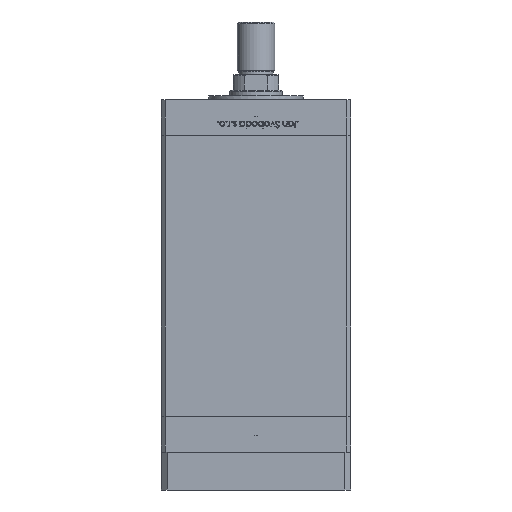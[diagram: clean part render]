
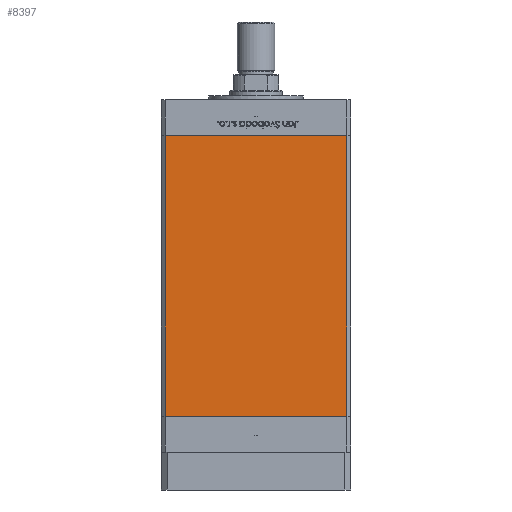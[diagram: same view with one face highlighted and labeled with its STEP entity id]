
A CAD part, front view. The second image highlights one B-rep face of the part: STEP entity #8397.
In plain terms, the highlighted planar face has unit normal (0, -1, 0).
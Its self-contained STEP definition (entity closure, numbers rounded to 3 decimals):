
#2748 = CARTESIAN_POINT ( 'NONE',  ( -48., -43.5, 0. ) ) ;
#3533 = DIRECTION ( 'NONE',  ( 1., 0., 0. ) ) ;
#5081 = EDGE_CURVE ( 'NONE', #44930, #31085, #7628, .T. ) ;
#6158 = DIRECTION ( 'NONE',  ( 0., 1., 0. ) ) ;
#7628 = LINE ( 'NONE', #24324, #39409 ) ;
#8397 = ADVANCED_FACE ( 'NONE', ( #34927 ), #18731, .F. ) ;
#9599 = VECTOR ( 'NONE', #43256, 1000. ) ;
#9767 = LINE ( 'NONE', #22083, #14808 ) ;
#10803 = ORIENTED_EDGE ( 'NONE', *, *, #40029, .T. ) ;
#12179 = CARTESIAN_POINT ( 'NONE',  ( 48., -43.5, 148.5 ) ) ;
#12489 = ORIENTED_EDGE ( 'NONE', *, *, #49276, .F. ) ;
#14808 = VECTOR ( 'NONE', #38795, 1000. ) ;
#15099 = DIRECTION ( 'NONE',  ( 0., 0., -1. ) ) ;
#17607 = VERTEX_POINT ( 'NONE', #45664 ) ;
#18472 = CARTESIAN_POINT ( 'NONE',  ( -48., -43.5, 148.5 ) ) ;
#18731 = PLANE ( 'NONE',  #26432 ) ;
#22083 = CARTESIAN_POINT ( 'NONE',  ( -48., -43.5, 148.5 ) ) ;
#22961 = LINE ( 'NONE', #34506, #9599 ) ;
#23855 = CARTESIAN_POINT ( 'NONE',  ( -48., -43.5, 148.5 ) ) ;
#24324 = CARTESIAN_POINT ( 'NONE',  ( -48., -43.5, 0. ) ) ;
#26432 = AXIS2_PLACEMENT_3D ( 'NONE', #18472, #6158, #51650 ) ;
#27627 = EDGE_LOOP ( 'NONE', ( #36569, #12489, #43746, #10803 ) ) ;
#31085 = VERTEX_POINT ( 'NONE', #36769 ) ;
#32331 = EDGE_CURVE ( 'NONE', #17607, #47652, #9767, .T. ) ;
#34506 = CARTESIAN_POINT ( 'NONE',  ( 48., -43.5, 148.5 ) ) ;
#34927 = FACE_OUTER_BOUND ( 'NONE', #27627, .T. ) ;
#36569 = ORIENTED_EDGE ( 'NONE', *, *, #5081, .T. ) ;
#36769 = CARTESIAN_POINT ( 'NONE',  ( 48., -43.5, 0. ) ) ;
#38795 = DIRECTION ( 'NONE',  ( 1., 0., 0. ) ) ;
#39409 = VECTOR ( 'NONE', #3533, 1000. ) ;
#39757 = LINE ( 'NONE', #23855, #40016 ) ;
#40016 = VECTOR ( 'NONE', #15099, 1000. ) ;
#40029 = EDGE_CURVE ( 'NONE', #17607, #44930, #39757, .T. ) ;
#43256 = DIRECTION ( 'NONE',  ( 0., 0., -1. ) ) ;
#43746 = ORIENTED_EDGE ( 'NONE', *, *, #32331, .F. ) ;
#44930 = VERTEX_POINT ( 'NONE', #2748 ) ;
#45664 = CARTESIAN_POINT ( 'NONE',  ( -48., -43.5, 148.5 ) ) ;
#47652 = VERTEX_POINT ( 'NONE', #12179 ) ;
#49276 = EDGE_CURVE ( 'NONE', #47652, #31085, #22961, .T. ) ;
#51650 = DIRECTION ( 'NONE',  ( 0., 0., 1. ) ) ;
